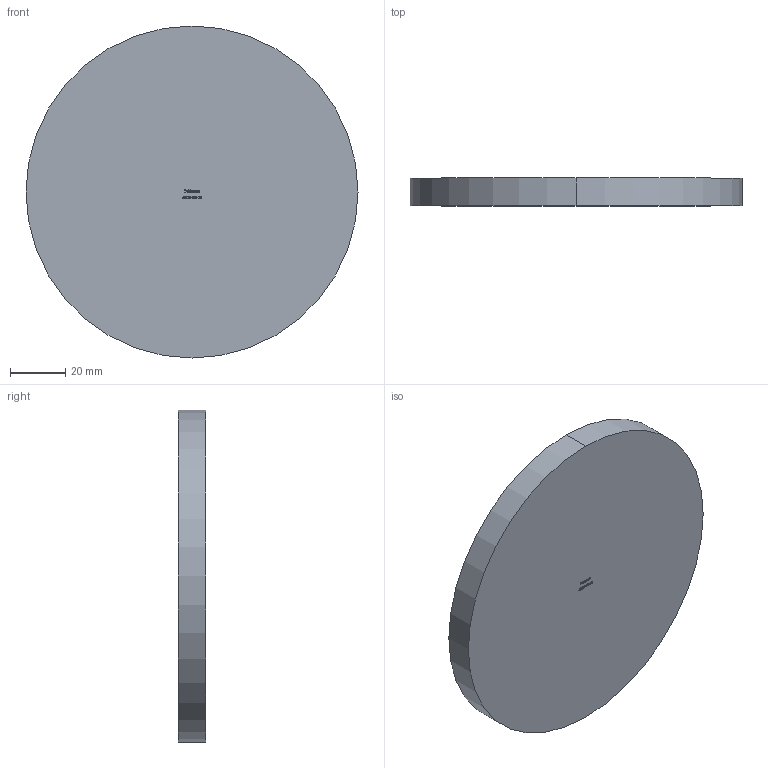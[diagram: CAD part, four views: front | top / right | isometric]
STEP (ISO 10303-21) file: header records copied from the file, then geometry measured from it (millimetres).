
FILE_DESCRIPTION (( 'STEP AP203' ), '1' );
FILE_NAME ('53120-240-10.step', '2020-10-16T11:32:58', ( '' ), ( '' ), 'SwSTEP 2.0', 'SolidWorks 2018', '' );
FILE_SCHEMA (( 'CONFIG_CONTROL_DESIGN' ));
Length unit declared in the file: millimetre
Products named in the file (2): 53120-240-10
Bounding box: 120 x 10 x 120 mm (x, y, z)
Volume: 113097.1 mm3; surface area: 26395.8 mm2
Topology: 1 solids, 1 shells, 248 faces, 657 edges, 438 vertices
Faces by surface type: plane 137, bspline 109, cylinder 2
Entity records: 14042 total; most frequent: CARTESIAN_POINT 8470, ORIENTED_EDGE 1314, DIRECTION 725, EDGE_CURVE 657, VERTEX_POINT 438, VECTOR 435, LINE 435, EDGE_LOOP 275
